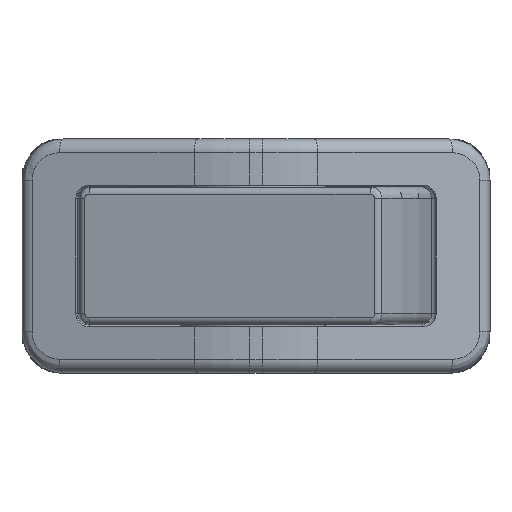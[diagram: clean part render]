
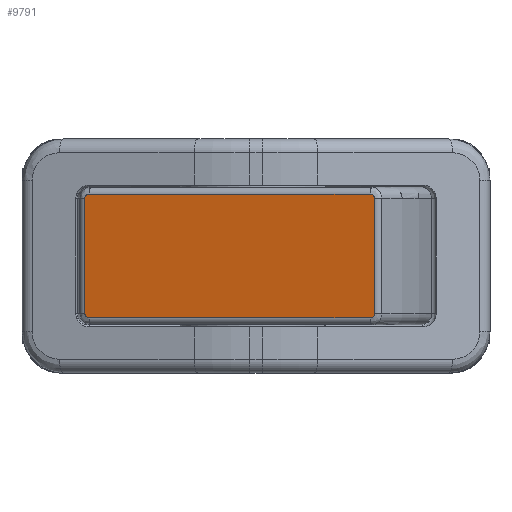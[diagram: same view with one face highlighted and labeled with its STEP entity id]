
A CAD part, front view. The second image highlights one B-rep face of the part: STEP entity #9791.
In plain terms, the highlighted planar face has unit normal (-0.27, -0.963, 0).
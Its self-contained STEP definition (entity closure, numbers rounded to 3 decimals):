
#82=B_SPLINE_CURVE_WITH_KNOTS('',3,(#14048,#14049,#14050,#14051,#14052,
#14053),.UNSPECIFIED.,.F.,.F.,(4,1,1,4),(-0.049,-0.035,
-0.021,0.),.UNSPECIFIED.);
#87=B_SPLINE_CURVE_WITH_KNOTS('',3,(#14114,#14115,#14116,#14117,#14118,
#14119),.UNSPECIFIED.,.F.,.F.,(4,1,1,4),(0.,0.021,0.035,
0.049),.UNSPECIFIED.);
#88=B_SPLINE_CURVE_WITH_KNOTS('',3,(#14123,#14124,#14125,#14126,#14127,
#14128),.UNSPECIFIED.,.F.,.F.,(4,1,1,4),(-0.049,-0.035,
-0.021,0.),.UNSPECIFIED.);
#89=B_SPLINE_CURVE_WITH_KNOTS('',3,(#14131,#14132,#14133,#14134,#14135,
#14136),.UNSPECIFIED.,.F.,.F.,(4,1,1,4),(0.,0.021,0.035,
0.049),.UNSPECIFIED.);
#198=PLANE('',#10405);
#641=FACE_OUTER_BOUND('',#1176,.T.);
#1176=EDGE_LOOP('',(#6965,#6966,#6967,#6968,#6969,#6970,#6971,#6972));
#1789=LINE('',#14108,#2975);
#1790=LINE('',#14112,#2976);
#1791=LINE('',#14121,#2977);
#1792=LINE('',#14130,#2978);
#2975=VECTOR('',#11350,10.);
#2976=VECTOR('',#11355,10.);
#2977=VECTOR('',#11356,10.);
#2978=VECTOR('',#11357,10.);
#4373=VERTEX_POINT('',#14045);
#4374=VERTEX_POINT('',#14047);
#4387=VERTEX_POINT('',#14107);
#4388=VERTEX_POINT('',#14111);
#4389=VERTEX_POINT('',#14113);
#4390=VERTEX_POINT('',#14120);
#4391=VERTEX_POINT('',#14122);
#4392=VERTEX_POINT('',#14129);
#5367=EDGE_CURVE('',#4373,#4374,#82,.T.);
#5384=EDGE_CURVE('',#4374,#4387,#1789,.T.);
#5386=EDGE_CURVE('',#4388,#4373,#1790,.T.);
#5387=EDGE_CURVE('',#4389,#4388,#87,.T.);
#5388=EDGE_CURVE('',#4390,#4389,#1791,.T.);
#5389=EDGE_CURVE('',#4391,#4390,#88,.T.);
#5390=EDGE_CURVE('',#4392,#4391,#1792,.T.);
#5391=EDGE_CURVE('',#4387,#4392,#89,.T.);
#6965=ORIENTED_EDGE('',*,*,#5367,.F.);
#6966=ORIENTED_EDGE('',*,*,#5386,.F.);
#6967=ORIENTED_EDGE('',*,*,#5387,.F.);
#6968=ORIENTED_EDGE('',*,*,#5388,.F.);
#6969=ORIENTED_EDGE('',*,*,#5389,.F.);
#6970=ORIENTED_EDGE('',*,*,#5390,.F.);
#6971=ORIENTED_EDGE('',*,*,#5391,.F.);
#6972=ORIENTED_EDGE('',*,*,#5384,.F.);
#9791=ADVANCED_FACE('',(#641),#198,.T.);
#10405=AXIS2_PLACEMENT_3D('',#14110,#11353,#11354);
#11350=DIRECTION('',(0.963,-0.27,0.));
#11353=DIRECTION('center_axis',(-0.27,-0.963,0.));
#11354=DIRECTION('ref_axis',(-0.963,0.27,0.));
#11355=DIRECTION('',(0.,0.,1.));
#11356=DIRECTION('',(-0.963,0.27,0.));
#11357=DIRECTION('',(0.,0.,-1.));
#14045=CARTESIAN_POINT('',(-12.432,-26.19,4.2));
#14047=CARTESIAN_POINT('',(-12.117,-26.279,4.5));
#14048=CARTESIAN_POINT('Ctrl Pts',(-12.432,-26.19,
4.2));
#14049=CARTESIAN_POINT('Ctrl Pts',(-12.432,-26.19,
4.247));
#14050=CARTESIAN_POINT('Ctrl Pts',(-12.408,-26.197,
4.34));
#14051=CARTESIAN_POINT('Ctrl Pts',(-12.298,-26.228,
4.465));
#14052=CARTESIAN_POINT('Ctrl Pts',(-12.185,-26.26,
4.5));
#14053=CARTESIAN_POINT('Ctrl Pts',(-12.117,-26.279,4.5));
#14107=CARTESIAN_POINT('',(8.29,-31.993,4.5));
#14108=CARTESIAN_POINT('',(3.503,-30.653,4.5));
#14110=CARTESIAN_POINT('Origin',(8.92,-32.17,0.));
#14111=CARTESIAN_POINT('',(-12.432,-26.19,-4.2));
#14112=CARTESIAN_POINT('',(-12.432,-26.19,0.));
#14113=CARTESIAN_POINT('',(-12.117,-26.279,-4.5));
#14114=CARTESIAN_POINT('Ctrl Pts',(-12.117,-26.279,-4.5));
#14115=CARTESIAN_POINT('Ctrl Pts',(-12.185,-26.26,
-4.5));
#14116=CARTESIAN_POINT('Ctrl Pts',(-12.298,-26.228,
-4.465));
#14117=CARTESIAN_POINT('Ctrl Pts',(-12.408,-26.197,
-4.34));
#14118=CARTESIAN_POINT('Ctrl Pts',(-12.432,-26.19,
-4.247));
#14119=CARTESIAN_POINT('Ctrl Pts',(-12.432,-26.19,
-4.2));
#14120=CARTESIAN_POINT('',(8.29,-31.993,-4.5));
#14121=CARTESIAN_POINT('',(3.503,-30.653,-4.5));
#14122=CARTESIAN_POINT('',(8.605,-32.081,-4.2));
#14123=CARTESIAN_POINT('Ctrl Pts',(8.605,-32.081,-4.2));
#14124=CARTESIAN_POINT('Ctrl Pts',(8.605,-32.081,-4.247));
#14125=CARTESIAN_POINT('Ctrl Pts',(8.581,-32.075,-4.34));
#14126=CARTESIAN_POINT('Ctrl Pts',(8.471,-32.044,-4.465));
#14127=CARTESIAN_POINT('Ctrl Pts',(8.358,-32.012,-4.5));
#14128=CARTESIAN_POINT('Ctrl Pts',(8.29,-31.993,-4.5));
#14129=CARTESIAN_POINT('',(8.605,-32.081,4.2));
#14130=CARTESIAN_POINT('',(8.605,-32.081,0.));
#14131=CARTESIAN_POINT('Ctrl Pts',(8.29,-31.993,4.5));
#14132=CARTESIAN_POINT('Ctrl Pts',(8.358,-32.012,4.5));
#14133=CARTESIAN_POINT('Ctrl Pts',(8.471,-32.044,4.465));
#14134=CARTESIAN_POINT('Ctrl Pts',(8.581,-32.075,4.34));
#14135=CARTESIAN_POINT('Ctrl Pts',(8.605,-32.081,4.247));
#14136=CARTESIAN_POINT('Ctrl Pts',(8.605,-32.081,4.2));
